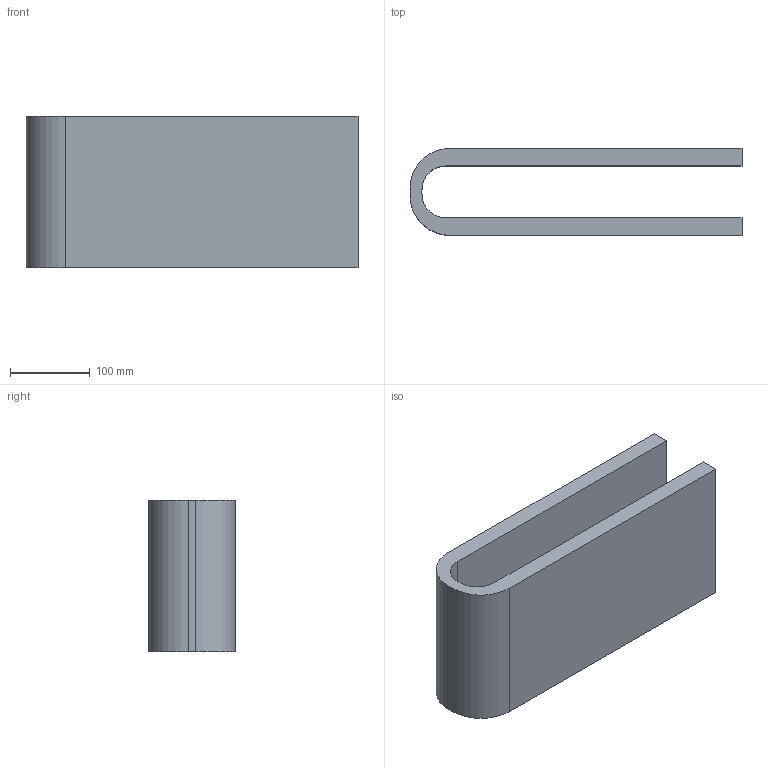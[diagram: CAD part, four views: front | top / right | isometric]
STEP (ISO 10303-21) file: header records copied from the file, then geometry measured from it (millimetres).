
FILE_DESCRIPTION(('STEP AP214'),'1');
FILE_NAME('ExOut_TBM_BOX_TEST_CASE_lithium_ortho_silicate_1.stp','2015-03-23T16:04:36',(' '),(' '),'Spatial InterOp 3D',' ',' ');
FILE_SCHEMA(('automotive_design'));
Length unit declared in the file: millimetre
Products named in the file (2): ExOut_TBM_BOX_TEST_CASE_lithium_ortho_silicate_1; Component1
Assembly tree (1 placements, depth 2):
  ExOut_TBM_BOX_TEST_CASE_lithium_ortho_silicate_1
    Component1
Bounding box: 416.5 x 109 x 189.5 mm (x, y, z)
Volume: 3527404.9 mm3; surface area: 375548.1 mm2
Topology: 1 solids, 1 shells, 14 faces, 36 edges, 24 vertices
Faces by surface type: plane 10, cylinder 4
Entity records: 592 total; most frequent: CARTESIAN_POINT 76, DIRECTION 76, ORIENTED_EDGE 72, EDGE_CURVE 36, LINE 28, VECTOR 28, AXIS2_PLACEMENT_3D 24, VERTEX_POINT 24
